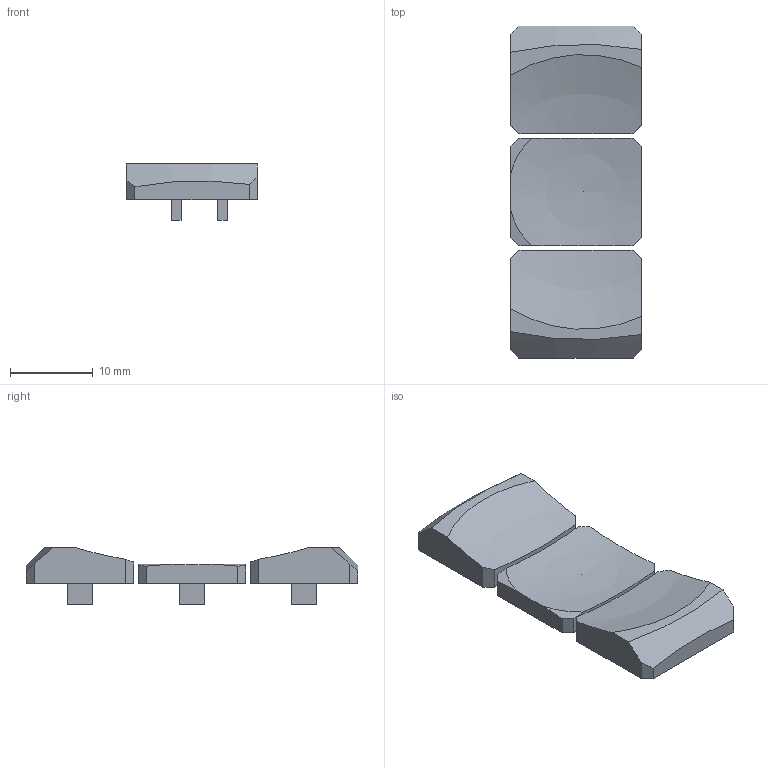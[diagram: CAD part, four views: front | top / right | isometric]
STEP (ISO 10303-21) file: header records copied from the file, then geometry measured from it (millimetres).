
FILE_DESCRIPTION(('Open CASCADE Model'),'2;1');
FILE_NAME('Open CASCADE Shape Model','2022-02-27T22:20:59',('Author'),( 'Open CASCADE'),'Open CASCADE STEP processor 7.5','Open CASCADE 7.5' ,'Unknown');
FILE_SCHEMA(('AUTOMOTIVE_DESIGN { 1 0 10303 214 1 1 1 1 }'));
Length unit declared in the file: millimetre
Products named in the file (3): CQ assembly; d5442e4f-984d-11ec-8877-d481d7d71a1e; d5442e4f-984d-11ec-8877-d481d7d71a1e_part
Assembly tree (2 placements, depth 3):
  CQ assembly
    d5442e4f-984d-11ec-8877-d481d7d71a1e
      d5442e4f-984d-11ec-8877-d481d7d71a1e_part
Bounding box: 15.75 x 40 x 6.82 mm (x, y, z)
Volume: 1317.3 mm3; surface area: 2014.9 mm2
Topology: 3 solids, 3 shells, 117 faces, 309 edges, 206 vertices
Faces by surface type: plane 110, sphere 7
Entity records: 8082 total; most frequent: CARTESIAN_POINT 1787, DIRECTION 1159, LINE 814, VECTOR 814, ORIENTED_EDGE 616, PCURVE 616, DEFINITIONAL_REPRESENTATION 616, EDGE_CURVE 308
